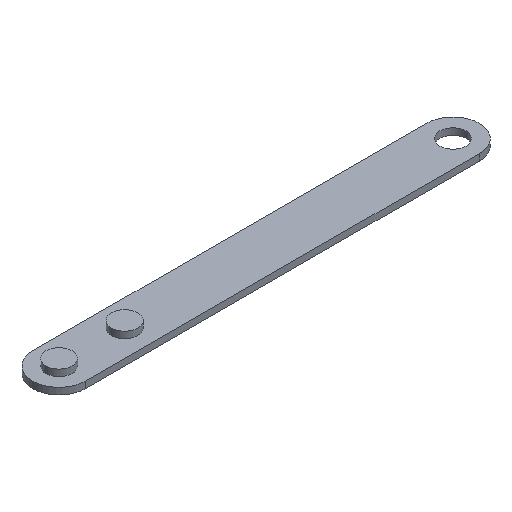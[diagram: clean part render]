
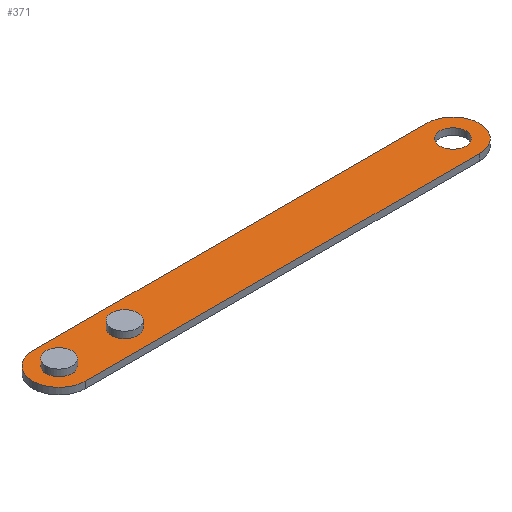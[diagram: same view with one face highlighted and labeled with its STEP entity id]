
A CAD part, isometric view. The second image highlights one B-rep face of the part: STEP entity #371.
In plain terms, the highlighted planar face has unit normal (0, 0, 1).
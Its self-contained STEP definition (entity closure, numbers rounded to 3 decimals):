
#1 = VERTEX_POINT ( 'NONE', #172 ) ;
#15 = DIRECTION ( 'NONE',  ( 1., 0., 0. ) ) ;
#18 = DIRECTION ( 'NONE',  ( 1., 0., 0. ) ) ;
#19 = DIRECTION ( 'NONE',  ( 0., 0., 1. ) ) ;
#21 = CIRCLE ( 'NONE', #468, 10. ) ;
#25 = DIRECTION ( 'NONE',  ( 1., 0., 0. ) ) ;
#27 = AXIS2_PLACEMENT_3D ( 'NONE', #228, #88, #260 ) ;
#28 = VERTEX_POINT ( 'NONE', #204 ) ;
#29 = VERTEX_POINT ( 'NONE', #67 ) ;
#32 = ORIENTED_EDGE ( 'NONE', *, *, #195, .F. ) ;
#34 = EDGE_CURVE ( 'NONE', #235, #126, #316, .T. ) ;
#38 = AXIS2_PLACEMENT_3D ( 'NONE', #291, #230, #225 ) ;
#43 = EDGE_CURVE ( 'NONE', #189, #276, #191, .T. ) ;
#47 = CARTESIAN_POINT ( 'NONE',  ( 10., 0., 5. ) ) ;
#56 = CARTESIAN_POINT ( 'NONE',  ( 50., 0., 5. ) ) ;
#57 = CARTESIAN_POINT ( 'NONE',  ( 300., 0., 5. ) ) ;
#58 = CIRCLE ( 'NONE', #312, 10. ) ;
#62 = ORIENTED_EDGE ( 'NONE', *, *, #360, .F. ) ;
#67 = CARTESIAN_POINT ( 'NONE',  ( 290., 0., 5. ) ) ;
#75 = CIRCLE ( 'NONE', #317, 10. ) ;
#79 = EDGE_LOOP ( 'NONE', ( #62, #436 ) ) ;
#88 = DIRECTION ( 'NONE',  ( 0., 0., 1. ) ) ;
#92 = DIRECTION ( 'NONE',  ( 1., 0., 0. ) ) ;
#95 = VERTEX_POINT ( 'NONE', #282 ) ;
#99 = ORIENTED_EDGE ( 'NONE', *, *, #437, .F. ) ;
#115 = DIRECTION ( 'NONE',  ( 0., 0., 1. ) ) ;
#123 = CARTESIAN_POINT ( 'NONE',  ( 0., -20., 5. ) ) ;
#124 = CIRCLE ( 'NONE', #38, 10. ) ;
#126 = VERTEX_POINT ( 'NONE', #153 ) ;
#128 = CARTESIAN_POINT ( 'NONE',  ( 300., -20., 5. ) ) ;
#146 = FACE_BOUND ( 'NONE', #79, .T. ) ;
#147 = EDGE_CURVE ( 'NONE', #318, #281, #274, .T. ) ;
#149 = CARTESIAN_POINT ( 'NONE',  ( 0., 0., 5. ) ) ;
#153 = CARTESIAN_POINT ( 'NONE',  ( -10., 0., 5. ) ) ;
#154 = DIRECTION ( 'NONE',  ( 1., 0., 0. ) ) ;
#160 = DIRECTION ( 'NONE',  ( 1., 0., 0. ) ) ;
#163 = CARTESIAN_POINT ( 'NONE',  ( 0., 0., 5. ) ) ;
#164 = FACE_BOUND ( 'NONE', #178, .T. ) ;
#168 = PLANE ( 'NONE',  #412 ) ;
#170 = CARTESIAN_POINT ( 'NONE',  ( 310., 0., 5. ) ) ;
#172 = CARTESIAN_POINT ( 'NONE',  ( 60., 0., 5. ) ) ;
#173 = CARTESIAN_POINT ( 'NONE',  ( 0., 0., 5. ) ) ;
#174 = FACE_BOUND ( 'NONE', #289, .T. ) ;
#178 = EDGE_LOOP ( 'NONE', ( #99, #32 ) ) ;
#189 = VERTEX_POINT ( 'NONE', #335 ) ;
#191 = CIRCLE ( 'NONE', #327, 20. ) ;
#195 = EDGE_CURVE ( 'NONE', #1, #95, #21, .T. ) ;
#196 = DIRECTION ( 'NONE',  ( 0., 0., 1. ) ) ;
#203 = EDGE_CURVE ( 'NONE', #126, #235, #124, .T. ) ;
#204 = CARTESIAN_POINT ( 'NONE',  ( 0., 20., 5. ) ) ;
#210 = ORIENTED_EDGE ( 'NONE', *, *, #203, .F. ) ;
#221 = ORIENTED_EDGE ( 'NONE', *, *, #275, .T. ) ;
#225 = DIRECTION ( 'NONE',  ( 1., 0., 0. ) ) ;
#228 = CARTESIAN_POINT ( 'NONE',  ( 300., 0., 5. ) ) ;
#229 = ORIENTED_EDGE ( 'NONE', *, *, #147, .T. ) ;
#230 = DIRECTION ( 'NONE',  ( 0., 0., 1. ) ) ;
#235 = VERTEX_POINT ( 'NONE', #47 ) ;
#236 = FACE_OUTER_BOUND ( 'NONE', #461, .T. ) ;
#255 = DIRECTION ( 'NONE',  ( 0., 0., 1. ) ) ;
#260 = DIRECTION ( 'NONE',  ( 1., 0., 0. ) ) ;
#265 = CARTESIAN_POINT ( 'NONE',  ( 0., 20., 5. ) ) ;
#267 = CARTESIAN_POINT ( 'NONE',  ( 300., 20., 5. ) ) ;
#270 = DIRECTION ( 'NONE',  ( 0., 0., 1. ) ) ;
#272 = DIRECTION ( 'NONE',  ( -1., 0., 0. ) ) ;
#274 = CIRCLE ( 'NONE', #27, 20. ) ;
#275 = EDGE_CURVE ( 'NONE', #276, #318, #467, .T. ) ;
#276 = VERTEX_POINT ( 'NONE', #123 ) ;
#280 = LINE ( 'NONE', #265, #421 ) ;
#281 = VERTEX_POINT ( 'NONE', #267 ) ;
#282 = CARTESIAN_POINT ( 'NONE',  ( 40., 0., 5. ) ) ;
#289 = EDGE_LOOP ( 'NONE', ( #210, #353 ) ) ;
#291 = CARTESIAN_POINT ( 'NONE',  ( 0., 0., 5. ) ) ;
#293 = CIRCLE ( 'NONE', #301, 20. ) ;
#296 = EDGE_CURVE ( 'NONE', #28, #189, #293, .T. ) ;
#298 = ORIENTED_EDGE ( 'NONE', *, *, #417, .T. ) ;
#299 = DIRECTION ( 'NONE',  ( 0., 0., 1. ) ) ;
#301 = AXIS2_PLACEMENT_3D ( 'NONE', #415, #196, #18 ) ;
#306 = ORIENTED_EDGE ( 'NONE', *, *, #43, .T. ) ;
#307 = DIRECTION ( 'NONE',  ( 1., 0., 0. ) ) ;
#309 = VECTOR ( 'NONE', #160, 1000. ) ;
#311 = ORIENTED_EDGE ( 'NONE', *, *, #296, .T. ) ;
#312 = AXIS2_PLACEMENT_3D ( 'NONE', #383, #255, #154 ) ;
#316 = CIRCLE ( 'NONE', #462, 10. ) ;
#317 = AXIS2_PLACEMENT_3D ( 'NONE', #57, #299, #343 ) ;
#318 = VERTEX_POINT ( 'NONE', #128 ) ;
#327 = AXIS2_PLACEMENT_3D ( 'NONE', #149, #115, #389 ) ;
#335 = CARTESIAN_POINT ( 'NONE',  ( -20., 0., 5. ) ) ;
#343 = DIRECTION ( 'NONE',  ( 1., 0., 0. ) ) ;
#345 = CARTESIAN_POINT ( 'NONE',  ( 300., 0., 5. ) ) ;
#351 = EDGE_CURVE ( 'NONE', #386, #29, #75, .T. ) ;
#353 = ORIENTED_EDGE ( 'NONE', *, *, #34, .F. ) ;
#360 = EDGE_CURVE ( 'NONE', #29, #386, #447, .T. ) ;
#371 = ADVANCED_FACE ( 'NONE', ( #164, #174, #236, #146 ), #168, .T. ) ;
#373 = CARTESIAN_POINT ( 'NONE',  ( 0., -20., 5. ) ) ;
#383 = CARTESIAN_POINT ( 'NONE',  ( 50., 0., 5. ) ) ;
#386 = VERTEX_POINT ( 'NONE', #170 ) ;
#389 = DIRECTION ( 'NONE',  ( 1., 0., 0. ) ) ;
#412 = AXIS2_PLACEMENT_3D ( 'NONE', #163, #270, #307 ) ;
#413 = DIRECTION ( 'NONE',  ( 0., 0., 1. ) ) ;
#415 = CARTESIAN_POINT ( 'NONE',  ( 0., 0., 5. ) ) ;
#417 = EDGE_CURVE ( 'NONE', #281, #28, #280, .T. ) ;
#421 = VECTOR ( 'NONE', #272, 1000. ) ;
#426 = DIRECTION ( 'NONE',  ( 0., 0., 1. ) ) ;
#436 = ORIENTED_EDGE ( 'NONE', *, *, #351, .F. ) ;
#437 = EDGE_CURVE ( 'NONE', #95, #1, #58, .T. ) ;
#447 = CIRCLE ( 'NONE', #472, 10. ) ;
#461 = EDGE_LOOP ( 'NONE', ( #311, #306, #221, #229, #298 ) ) ;
#462 = AXIS2_PLACEMENT_3D ( 'NONE', #173, #426, #25 ) ;
#467 = LINE ( 'NONE', #373, #309 ) ;
#468 = AXIS2_PLACEMENT_3D ( 'NONE', #56, #413, #92 ) ;
#472 = AXIS2_PLACEMENT_3D ( 'NONE', #345, #19, #15 ) ;
